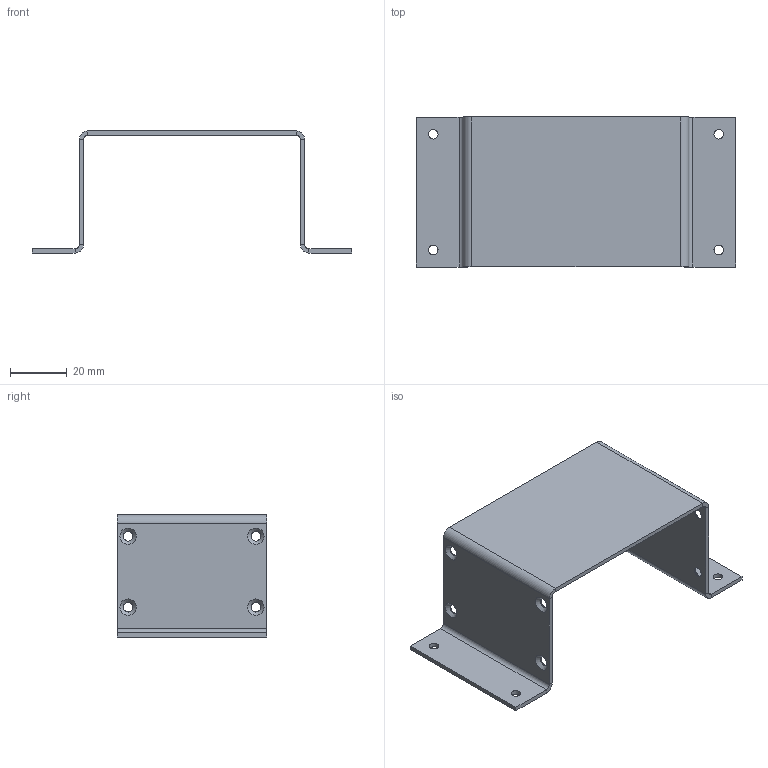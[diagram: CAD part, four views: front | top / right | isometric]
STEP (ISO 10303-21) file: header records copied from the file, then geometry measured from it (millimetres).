
FILE_DESCRIPTION(/* description */ (''),/* implementation_level */ '2;1');
FILE_NAME(/* name */ 'Top.stp',/* time_stamp */ '2025-10-29T17:00:43-07:00',/* author */ ('alexi'),/* organization */ (''),/* preprocessor_version */ 'ST-DEVELOPER v19.2',/* originating_system */ 'Autodesk Inventor 2024',/* authorisation */ '');
FILE_SCHEMA (('AUTOMOTIVE_DESIGN { 1 0 10303 214 3 1 1 }'));
Length unit declared in the file: millimetre
Products named in the file (1): Top
Bounding box: 112.65 x 52.8 x 43.01 mm (x, y, z)
Volume: 14951.1 mm3; surface area: 20917.1 mm2
Topology: 1 solids, 1 shells, 58 faces, 132 edges, 80 vertices
Faces by surface type: plane 30, cylinder 20, cone 8
Full cylindrical faces by diameter (mm): 3.4 x12
Entity records: 1677 total; most frequent: DIRECTION 294, CARTESIAN_POINT 267, ORIENTED_EDGE 256, EDGE_CURVE 128, AXIS2_PLACEMENT_3D 107, EDGE_LOOP 82, LINE 80, VECTOR 80
